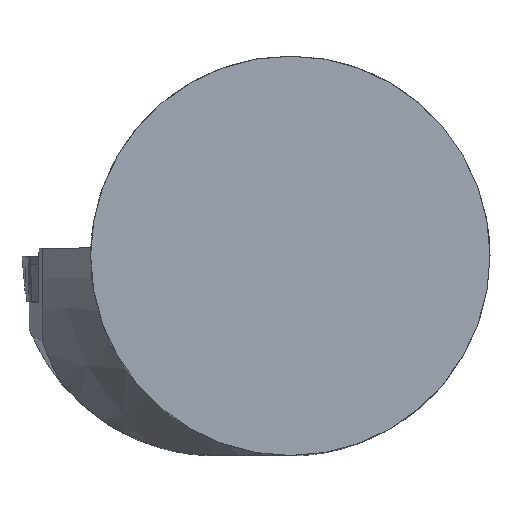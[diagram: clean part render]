
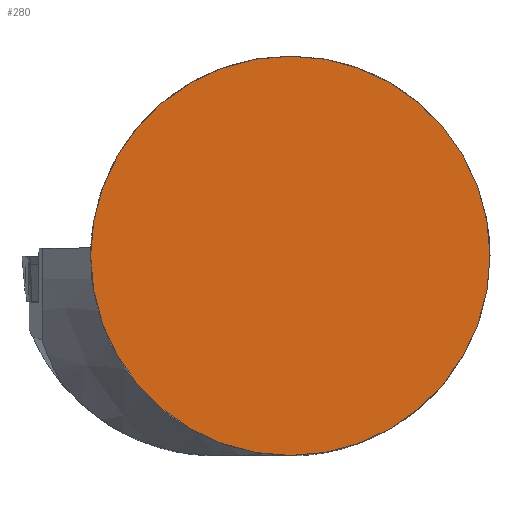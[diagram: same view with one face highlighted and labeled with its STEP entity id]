
A CAD part, top view. The second image highlights one B-rep face of the part: STEP entity #280.
In plain terms, the highlighted planar face has unit normal (0, 0, 1).
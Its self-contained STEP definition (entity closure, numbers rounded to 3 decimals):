
#148=PLANE('',#1634);
#209=FACE_OUTER_BOUND('',#402,.T.);
#280=ADVANCED_FACE('',(#209),#148,.T.);
#402=EDGE_LOOP('',(#1006));
#447=CIRCLE('',#1557,20.);
#1006=ORIENTED_EDGE('',*,*,#1281,.F.);
#1151=VERTEX_POINT('',#2189);
#1281=EDGE_CURVE('',#1151,#1151,#447,.T.);
#1557=AXIS2_PLACEMENT_3D('',#2188,#1719,#1720);
#1634=AXIS2_PLACEMENT_3D('',#2487,#1952,#1953);
#1719=DIRECTION('',(0.,0.,-1.));
#1720=DIRECTION('',(1.,0.,0.));
#1952=DIRECTION('',(0.,0.,1.));
#1953=DIRECTION('',(1.,0.,0.));
#2188=CARTESIAN_POINT('',(0.,0.,0.));
#2189=CARTESIAN_POINT('',(20.,0.,0.));
#2487=CARTESIAN_POINT('',(0.,0.,0.));
